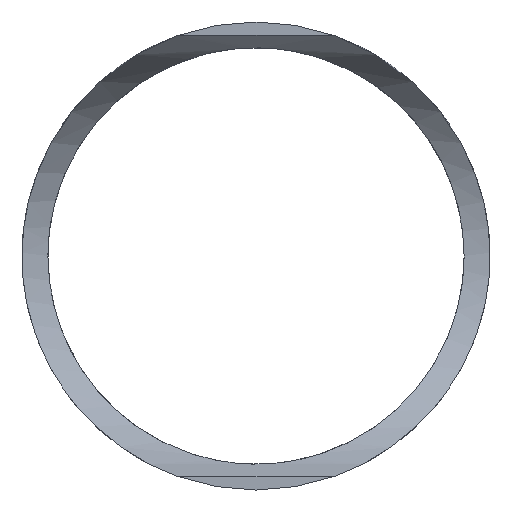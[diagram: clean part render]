
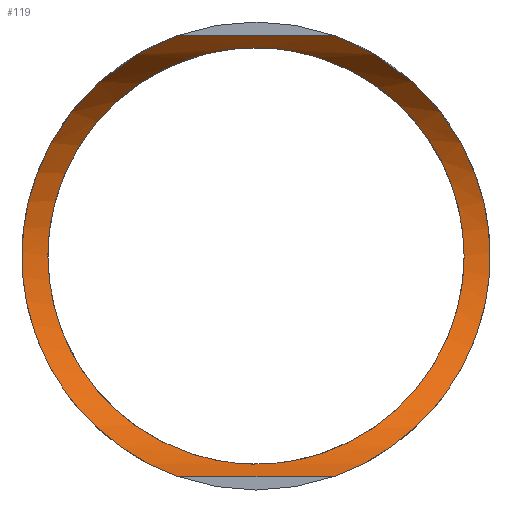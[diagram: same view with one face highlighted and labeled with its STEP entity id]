
A CAD part, left-side view. The second image highlights one B-rep face of the part: STEP entity #119.
In plain terms, the highlighted cylindrical face has radius 19.05 mm (diameter 38.1 mm), a partial arc.
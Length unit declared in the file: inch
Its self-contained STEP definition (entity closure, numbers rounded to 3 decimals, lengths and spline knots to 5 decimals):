
#16=FACE_BOUND('',#40,.T.);
#20=B_SPLINE_CURVE_WITH_KNOTS('',3,(#201,#202,#203,#204,#205,#206,#207,
#208,#209,#210,#211,#212,#213,#214,#215,#216,#217,#218,#219,#220,#221,#222,
#223,#224,#225,#226,#227,#228,#229,#230,#231,#232,#233,#234,#235,#236,#237,
#238,#239,#240,#241,#242,#243,#244,#245,#246,#247,#248,#249,#250,#251,#252,
#253,#254,#255,#256,#257,#258,#259,#260,#261,#262,#263,#264,#265,#266),
 .UNSPECIFIED.,.T.,.F.,(4,2,2,2,2,2,2,2,2,2,2,2,2,2,2,2,2,2,2,2,2,2,2,2,
2,2,2,2,2,2,2,2,4),(-11.32567,-10.95978,-10.59389,
-10.228,-9.86211,-9.52015,-9.17818,
-8.83622,-8.49425,-8.15229,-7.81032,
-7.46835,-7.12639,-6.7605,-6.39461,
-6.02872,-5.66283,-5.29695,-4.93106,
-4.56517,-4.19928,-3.85731,-3.51535,
-3.17338,-2.83142,-2.48945,-2.14749,
-1.80552,-1.46355,-1.09767,-0.73178,
-0.36589,0.),.UNSPECIFIED.);
#22=ELLIPSE('',#137,1.06066,0.75);
#23=ELLIPSE('',#138,1.06066,0.75);
#26=CYLINDRICAL_SURFACE('',#136,0.75);
#31=FACE_OUTER_BOUND('',#39,.T.);
#39=EDGE_LOOP('',(#88,#89,#90,#91));
#40=EDGE_LOOP('',(#92));
#54=LINE('',#192,#58);
#55=LINE('',#199,#59);
#58=VECTOR('',#154,0.5);
#59=VECTOR('',#163,0.5);
#62=VERTEX_POINT('',#190);
#63=VERTEX_POINT('',#191);
#64=VERTEX_POINT('',#195);
#65=VERTEX_POINT('',#197);
#66=VERTEX_POINT('',#200);
#72=EDGE_CURVE('',#62,#63,#54,.T.);
#74=EDGE_CURVE('',#64,#63,#22,.T.);
#75=EDGE_CURVE('',#65,#62,#23,.T.);
#76=EDGE_CURVE('',#64,#65,#55,.T.);
#77=EDGE_CURVE('',#66,#66,#20,.T.);
#88=ORIENTED_EDGE('',*,*,#74,.T.);
#89=ORIENTED_EDGE('',*,*,#72,.F.);
#90=ORIENTED_EDGE('',*,*,#75,.F.);
#91=ORIENTED_EDGE('',*,*,#76,.F.);
#92=ORIENTED_EDGE('',*,*,#77,.F.);
#119=ADVANCED_FACE('',(#31,#16),#26,.F.);
#136=AXIS2_PLACEMENT_3D('',#194,#157,#158);
#137=AXIS2_PLACEMENT_3D('',#196,#159,#160);
#138=AXIS2_PLACEMENT_3D('',#198,#161,#162);
#154=DIRECTION('',(0.,1.,0.));
#157=DIRECTION('center_axis',(0.,1.,0.));
#158=DIRECTION('ref_axis',(1.,0.,0.));
#159=DIRECTION('center_axis',(-0.707,0.707,0.));
#160=DIRECTION('ref_axis',(0.707,0.707,0.));
#161=DIRECTION('center_axis',(0.707,0.707,0.));
#162=DIRECTION('ref_axis',(0.707,-0.707,0.));
#163=DIRECTION('',(0.,-1.,0.));
#190=CARTESIAN_POINT('',(-14.75,-0.25,-0.70711));
#191=CARTESIAN_POINT('',(-14.75,0.25,-0.70711));
#192=CARTESIAN_POINT('',(-14.75,-0.25,-0.70711));
#194=CARTESIAN_POINT('Origin',(-15.,-3.697,0.));
#195=CARTESIAN_POINT('',(-14.75,0.25,0.70711));
#196=CARTESIAN_POINT('Origin',(-15.,0.,0.));
#197=CARTESIAN_POINT('',(-14.75,-0.25,0.70711));
#198=CARTESIAN_POINT('Origin',(-15.,0.,0.));
#199=CARTESIAN_POINT('',(-14.75,0.25,0.70711));
#200=CARTESIAN_POINT('',(-14.25,0.667,0.));
#201=CARTESIAN_POINT('Ctrl Pts',(-14.65706,0.,
-0.667));
#202=CARTESIAN_POINT('Ctrl Pts',(-14.65706,-0.04802,
-0.667));
#203=CARTESIAN_POINT('Ctrl Pts',(-14.64686,-0.09341,
-0.66191));
#204=CARTESIAN_POINT('Ctrl Pts',(-14.6147,-0.1802,-0.64373));
#205=CARTESIAN_POINT('Ctrl Pts',(-14.59288,-0.22165,-0.63057));
#206=CARTESIAN_POINT('Ctrl Pts',(-14.5448,-0.30098,-0.59679));
#207=CARTESIAN_POINT('Ctrl Pts',(-14.51854,-0.33877,-0.57614));
#208=CARTESIAN_POINT('Ctrl Pts',(-14.46649,-0.40938,-0.52832));
#209=CARTESIAN_POINT('Ctrl Pts',(-14.4407,-0.44217,-0.50111));
#210=CARTESIAN_POINT('Ctrl Pts',(-14.39458,-0.49919,-0.44409));
#211=CARTESIAN_POINT('Ctrl Pts',(-14.37239,-0.52578,-0.4126));
#212=CARTESIAN_POINT('Ctrl Pts',(-14.33167,-0.57377,-0.34274));
#213=CARTESIAN_POINT('Ctrl Pts',(-14.31315,-0.59517,-0.30436));
#214=CARTESIAN_POINT('Ctrl Pts',(-14.2825,-0.63029,-0.22271));
#215=CARTESIAN_POINT('Ctrl Pts',(-14.27036,-0.64404,-0.17933));
#216=CARTESIAN_POINT('Ctrl Pts',(-14.2541,-0.6624,-0.09042));
#217=CARTESIAN_POINT('Ctrl Pts',(-14.25,-0.667,-0.04488));
#218=CARTESIAN_POINT('Ctrl Pts',(-14.25,-0.667,0.04488));
#219=CARTESIAN_POINT('Ctrl Pts',(-14.2541,-0.6624,0.09042));
#220=CARTESIAN_POINT('Ctrl Pts',(-14.27036,-0.64404,0.17933));
#221=CARTESIAN_POINT('Ctrl Pts',(-14.2825,-0.63029,0.22271));
#222=CARTESIAN_POINT('Ctrl Pts',(-14.31315,-0.59517,0.30436));
#223=CARTESIAN_POINT('Ctrl Pts',(-14.33167,-0.57377,0.34274));
#224=CARTESIAN_POINT('Ctrl Pts',(-14.37239,-0.52578,0.4126));
#225=CARTESIAN_POINT('Ctrl Pts',(-14.39458,-0.49919,0.44409));
#226=CARTESIAN_POINT('Ctrl Pts',(-14.4407,-0.44217,0.50111));
#227=CARTESIAN_POINT('Ctrl Pts',(-14.46649,-0.40938,0.52832));
#228=CARTESIAN_POINT('Ctrl Pts',(-14.51854,-0.33877,0.57614));
#229=CARTESIAN_POINT('Ctrl Pts',(-14.5448,-0.30098,0.59679));
#230=CARTESIAN_POINT('Ctrl Pts',(-14.59288,-0.22165,0.63057));
#231=CARTESIAN_POINT('Ctrl Pts',(-14.6147,-0.1802,0.64373));
#232=CARTESIAN_POINT('Ctrl Pts',(-14.64686,-0.09341,
0.66191));
#233=CARTESIAN_POINT('Ctrl Pts',(-14.65706,-0.04802,
0.667));
#234=CARTESIAN_POINT('Ctrl Pts',(-14.65706,0.04802,0.667));
#235=CARTESIAN_POINT('Ctrl Pts',(-14.64686,0.09341,0.66191));
#236=CARTESIAN_POINT('Ctrl Pts',(-14.6147,0.1802,0.64373));
#237=CARTESIAN_POINT('Ctrl Pts',(-14.59288,0.22165,0.63057));
#238=CARTESIAN_POINT('Ctrl Pts',(-14.5448,0.30098,0.59679));
#239=CARTESIAN_POINT('Ctrl Pts',(-14.51854,0.33877,0.57614));
#240=CARTESIAN_POINT('Ctrl Pts',(-14.46649,0.40938,0.52832));
#241=CARTESIAN_POINT('Ctrl Pts',(-14.4407,0.44217,0.50111));
#242=CARTESIAN_POINT('Ctrl Pts',(-14.39458,0.49919,0.44409));
#243=CARTESIAN_POINT('Ctrl Pts',(-14.37239,0.52578,0.4126));
#244=CARTESIAN_POINT('Ctrl Pts',(-14.33167,0.57377,0.34274));
#245=CARTESIAN_POINT('Ctrl Pts',(-14.31315,0.59517,0.30436));
#246=CARTESIAN_POINT('Ctrl Pts',(-14.2825,0.63029,0.22271));
#247=CARTESIAN_POINT('Ctrl Pts',(-14.27036,0.64404,0.17933));
#248=CARTESIAN_POINT('Ctrl Pts',(-14.2541,0.6624,0.09042));
#249=CARTESIAN_POINT('Ctrl Pts',(-14.25,0.667,0.04488));
#250=CARTESIAN_POINT('Ctrl Pts',(-14.25,0.667,-0.04488));
#251=CARTESIAN_POINT('Ctrl Pts',(-14.2541,0.6624,-0.09042));
#252=CARTESIAN_POINT('Ctrl Pts',(-14.27036,0.64404,-0.17933));
#253=CARTESIAN_POINT('Ctrl Pts',(-14.2825,0.63029,-0.22271));
#254=CARTESIAN_POINT('Ctrl Pts',(-14.31315,0.59517,-0.30436));
#255=CARTESIAN_POINT('Ctrl Pts',(-14.33167,0.57377,-0.34274));
#256=CARTESIAN_POINT('Ctrl Pts',(-14.37239,0.52578,-0.4126));
#257=CARTESIAN_POINT('Ctrl Pts',(-14.39458,0.49919,-0.44409));
#258=CARTESIAN_POINT('Ctrl Pts',(-14.4407,0.44217,-0.50111));
#259=CARTESIAN_POINT('Ctrl Pts',(-14.46649,0.40938,-0.52832));
#260=CARTESIAN_POINT('Ctrl Pts',(-14.51854,0.33877,-0.57614));
#261=CARTESIAN_POINT('Ctrl Pts',(-14.5448,0.30098,-0.59679));
#262=CARTESIAN_POINT('Ctrl Pts',(-14.59288,0.22165,-0.63057));
#263=CARTESIAN_POINT('Ctrl Pts',(-14.6147,0.1802,-0.64373));
#264=CARTESIAN_POINT('Ctrl Pts',(-14.64686,0.09341,-0.66191));
#265=CARTESIAN_POINT('Ctrl Pts',(-14.65706,0.04802,-0.667));
#266=CARTESIAN_POINT('Ctrl Pts',(-14.65706,0.,
-0.667));
